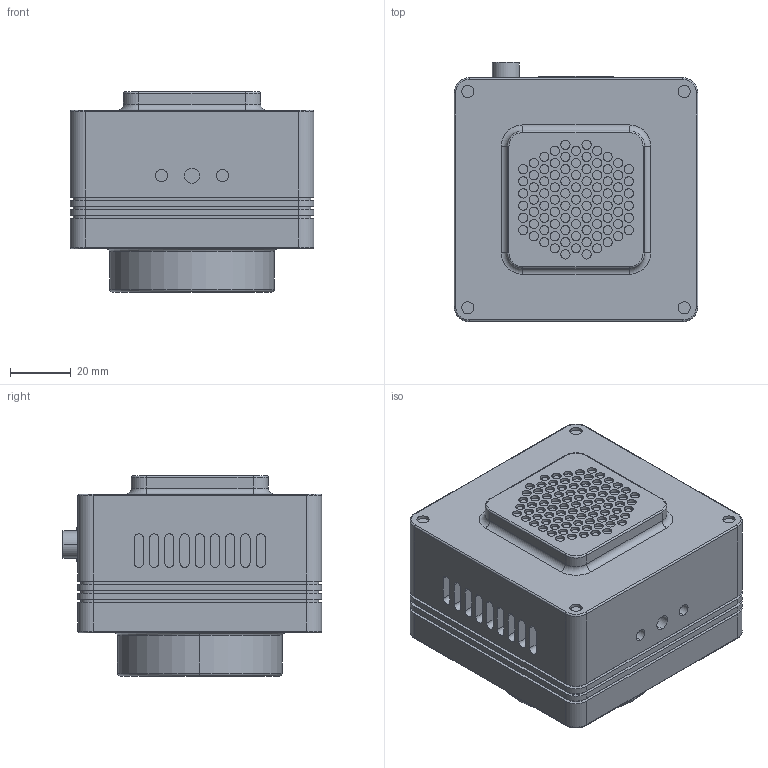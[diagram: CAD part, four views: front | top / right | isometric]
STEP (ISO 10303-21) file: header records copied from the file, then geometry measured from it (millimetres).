
FILE_DESCRIPTION (( 'STEP AP203' ), '1' );
FILE_NAME ('680136.STEP', '2025-07-16T02:08:27', ( '' ), ( '' ), 'SwSTEP 2.0', 'SolidWorks 2020', '' );
FILE_SCHEMA (( 'CONFIG_CONTROL_DESIGN' ));
Length unit declared in the file: millimetre
Products named in the file (1): 680136
Bounding box: 80 x 85.1 x 65.7 mm (x, y, z)
Volume: 314598 mm3; surface area: 44583.5 mm2
Topology: 16 solids, 16 shells, 1748 faces, 4457 edges, 2905 vertices
Faces by surface type: plane 907, cylinder 715, cone 62, torus 36, bspline 28
Entity records: 54583 total; most frequent: CARTESIAN_POINT 11739, ORIENTED_EDGE 8910, DIRECTION 8891, EDGE_CURVE 4455, AXIS2_PLACEMENT_3D 3124, VERTEX_POINT 2905, VECTOR 2643, LINE 2643
